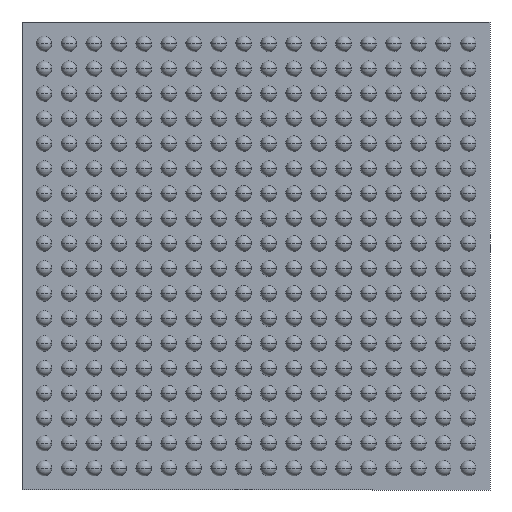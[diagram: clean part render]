
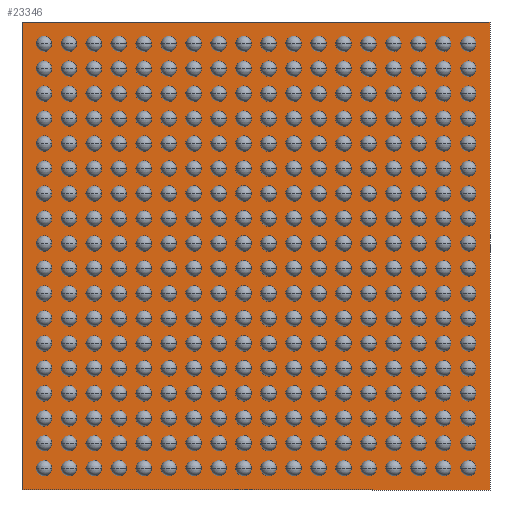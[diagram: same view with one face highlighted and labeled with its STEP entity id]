
A CAD part, front view. The second image highlights one B-rep face of the part: STEP entity #23346.
In plain terms, the highlighted planar face has unit normal (0, -1, 0).
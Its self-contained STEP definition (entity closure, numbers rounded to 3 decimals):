
#1089 = LINE ( 'NONE', #7685, #22891 ) ;
#2201 = CARTESIAN_POINT ( 'NONE',  ( -7.5, 0.4, -7.5 ) ) ;
#2548 = CARTESIAN_POINT ( 'NONE',  ( 7.5, 0.4, 7.5 ) ) ;
#2838 = EDGE_CURVE ( 'NONE', #4159, #10307, #1089, .T. ) ;
#3084 = DIRECTION ( 'NONE',  ( 0., 1., 0. ) ) ;
#3135 = CARTESIAN_POINT ( 'NONE',  ( 7.5, 0.4, -7.5 ) ) ;
#3351 = EDGE_CURVE ( 'NONE', #10307, #3755, #21923, .T. ) ;
#3755 = VERTEX_POINT ( 'NONE', #6665 ) ;
#4159 = VERTEX_POINT ( 'NONE', #24228 ) ;
#5272 = EDGE_CURVE ( 'NONE', #3755, #15138, #16900, .T. ) ;
#5334 = ORIENTED_EDGE ( 'NONE', *, *, #23888, .T. ) ;
#5366 = CARTESIAN_POINT ( 'NONE',  ( 7.5, 0.4, 7.5 ) ) ;
#6026 = VECTOR ( 'NONE', #9321, 1000. ) ;
#6665 = CARTESIAN_POINT ( 'NONE',  ( -7.5, 0.4, 7.5 ) ) ;
#6917 = DIRECTION ( 'NONE',  ( 0., 0., 1. ) ) ;
#7685 = CARTESIAN_POINT ( 'NONE',  ( 7.5, 0.4, 7.5 ) ) ;
#8929 = AXIS2_PLACEMENT_3D ( 'NONE', #18896, #3084, #6917 ) ;
#9164 = CARTESIAN_POINT ( 'NONE',  ( -7.5, 0.4, 7.5 ) ) ;
#9303 = LINE ( 'NONE', #3135, #22066 ) ;
#9321 = DIRECTION ( 'NONE',  ( -1., 0., 0. ) ) ;
#10307 = VERTEX_POINT ( 'NONE', #2548 ) ;
#10424 = ORIENTED_EDGE ( 'NONE', *, *, #2838, .T. ) ;
#11007 = DIRECTION ( 'NONE',  ( 1., 0., 0. ) ) ;
#11852 = FACE_OUTER_BOUND ( 'NONE', #13951, .T. ) ;
#13951 = EDGE_LOOP ( 'NONE', ( #17846, #5334, #10424, #24958 ) ) ;
#15138 = VERTEX_POINT ( 'NONE', #2201 ) ;
#16867 = PLANE ( 'NONE',  #8929 ) ;
#16900 = LINE ( 'NONE', #9164, #19724 ) ;
#17846 = ORIENTED_EDGE ( 'NONE', *, *, #5272, .T. ) ;
#18896 = CARTESIAN_POINT ( 'NONE',  ( 0., 0.4, 0. ) ) ;
#19724 = VECTOR ( 'NONE', #25056, 1000. ) ;
#21923 = LINE ( 'NONE', #5366, #6026 ) ;
#22066 = VECTOR ( 'NONE', #11007, 1000. ) ;
#22891 = VECTOR ( 'NONE', #23522, 1000. ) ;
#23346 = ADVANCED_FACE ( 'NONE', ( #11852 ), #16867, .F. ) ;
#23522 = DIRECTION ( 'NONE',  ( 0., 0., 1. ) ) ;
#23888 = EDGE_CURVE ( 'NONE', #15138, #4159, #9303, .T. ) ;
#24228 = CARTESIAN_POINT ( 'NONE',  ( 7.5, 0.4, -7.5 ) ) ;
#24958 = ORIENTED_EDGE ( 'NONE', *, *, #3351, .T. ) ;
#25056 = DIRECTION ( 'NONE',  ( 0., 0., -1. ) ) ;
